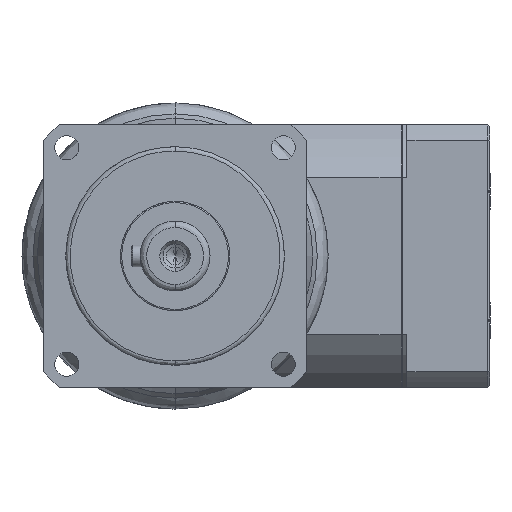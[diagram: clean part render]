
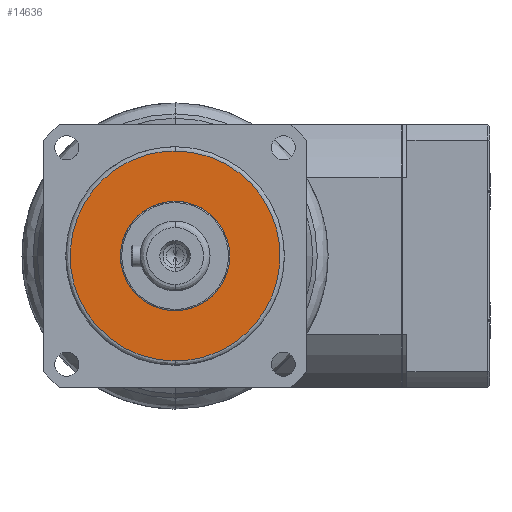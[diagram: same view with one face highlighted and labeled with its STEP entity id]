
A CAD part, left-side view. The second image highlights one B-rep face of the part: STEP entity #14636.
In plain terms, the highlighted planar face has unit normal (-1, 0, 0).
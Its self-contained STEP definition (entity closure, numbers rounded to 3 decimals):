
#1533 = DIRECTION ( 'NONE',  ( 0., 0., -1. ) ) ;
#2019 = PLANE ( 'NONE',  #13032 ) ;
#2224 = ORIENTED_EDGE ( 'NONE', *, *, #5250, .F. ) ;
#2238 = FACE_OUTER_BOUND ( 'NONE', #11710, .T. ) ;
#2804 = FACE_BOUND ( 'NONE', #15307, .T. ) ;
#4023 = CIRCLE ( 'NONE', #17538, 12.5 ) ;
#4607 = DIRECTION ( 'NONE',  ( 1., 0., 0. ) ) ;
#4832 = CIRCLE ( 'NONE', #9287, 12.5 ) ;
#5250 = EDGE_CURVE ( 'NONE', #23021, #14304, #5986, .T. ) ;
#5986 =( BOUNDED_CURVE ( )  B_SPLINE_CURVE ( 3, ( #6999, #15807, #8724, #19327 ),
 .UNSPECIFIED., .F., .F. ) 
 B_SPLINE_CURVE_WITH_KNOTS ( ( 4, 4 ),
 ( 0.75, 1.25 ),
 .UNSPECIFIED. ) 
 CURVE ( )  GEOMETRIC_REPRESENTATION_ITEM ( )  RATIONAL_B_SPLINE_CURVE ( ( 1., 0.333, 0.333, 1. ) ) 
 REPRESENTATION_ITEM ( '' )  );
#6999 = CARTESIAN_POINT ( 'NONE',  ( 30., 0., -24. ) ) ;
#7016 = CARTESIAN_POINT ( 'NONE',  ( 30., 0., -24. ) ) ;
#7533 = DIRECTION ( 'NONE',  ( -1., 0., 0. ) ) ;
#8360 = CARTESIAN_POINT ( 'NONE',  ( 30., 0., 24. ) ) ;
#8463 = CARTESIAN_POINT ( 'NONE',  ( 30., -48., 24. ) ) ;
#8724 = CARTESIAN_POINT ( 'NONE',  ( 30., 48., 24. ) ) ;
#9287 = AXIS2_PLACEMENT_3D ( 'NONE', #22721, #12260, #1533 ) ;
#10220 = EDGE_CURVE ( 'NONE', #14436, #11968, #4832, .T. ) ;
#10272 = CARTESIAN_POINT ( 'NONE',  ( 30., -48., -24. ) ) ;
#10743 =( BOUNDED_CURVE ( )  B_SPLINE_CURVE ( 3, ( #11966, #8463, #10272, #22487 ),
 .UNSPECIFIED., .F., .F. ) 
 B_SPLINE_CURVE_WITH_KNOTS ( ( 4, 4 ),
 ( 0.25, 0.75 ),
 .UNSPECIFIED. ) 
 CURVE ( )  GEOMETRIC_REPRESENTATION_ITEM ( )  RATIONAL_B_SPLINE_CURVE ( ( 1., 0.333, 0.333, 1. ) ) 
 REPRESENTATION_ITEM ( '' )  );
#11587 = ORIENTED_EDGE ( 'NONE', *, *, #10220, .T. ) ;
#11710 = EDGE_LOOP ( 'NONE', ( #2224, #20645 ) ) ;
#11857 = EDGE_CURVE ( 'NONE', #14304, #23021, #10743, .T. ) ;
#11966 = CARTESIAN_POINT ( 'NONE',  ( 30., 0., 24. ) ) ;
#11968 = VERTEX_POINT ( 'NONE', #19305 ) ;
#12165 = CARTESIAN_POINT ( 'NONE',  ( 30., 0., 12.5 ) ) ;
#12260 = DIRECTION ( 'NONE',  ( 1., 0., 0. ) ) ;
#13032 = AXIS2_PLACEMENT_3D ( 'NONE', #18086, #7533, #19846 ) ;
#14304 = VERTEX_POINT ( 'NONE', #8360 ) ;
#14436 = VERTEX_POINT ( 'NONE', #12165 ) ;
#14636 = ADVANCED_FACE ( 'NONE', ( #2804, #2238 ), #2019, .T. ) ;
#15243 = CARTESIAN_POINT ( 'NONE',  ( 30., 0., 0. ) ) ;
#15307 = EDGE_LOOP ( 'NONE', ( #20423, #11587 ) ) ;
#15807 = CARTESIAN_POINT ( 'NONE',  ( 30., 48., -24. ) ) ;
#17003 = DIRECTION ( 'NONE',  ( 0., 0., -1. ) ) ;
#17538 = AXIS2_PLACEMENT_3D ( 'NONE', #15243, #4607, #17003 ) ;
#18086 = CARTESIAN_POINT ( 'NONE',  ( 30., 25., 0. ) ) ;
#18137 = EDGE_CURVE ( 'NONE', #11968, #14436, #4023, .T. ) ;
#19305 = CARTESIAN_POINT ( 'NONE',  ( 30., 0., -12.5 ) ) ;
#19327 = CARTESIAN_POINT ( 'NONE',  ( 30., 0., 24. ) ) ;
#19846 = DIRECTION ( 'NONE',  ( 0., 0., 1. ) ) ;
#20423 = ORIENTED_EDGE ( 'NONE', *, *, #18137, .T. ) ;
#20645 = ORIENTED_EDGE ( 'NONE', *, *, #11857, .F. ) ;
#22487 = CARTESIAN_POINT ( 'NONE',  ( 30., 0., -24. ) ) ;
#22721 = CARTESIAN_POINT ( 'NONE',  ( 30., 0., 0. ) ) ;
#23021 = VERTEX_POINT ( 'NONE', #7016 ) ;
